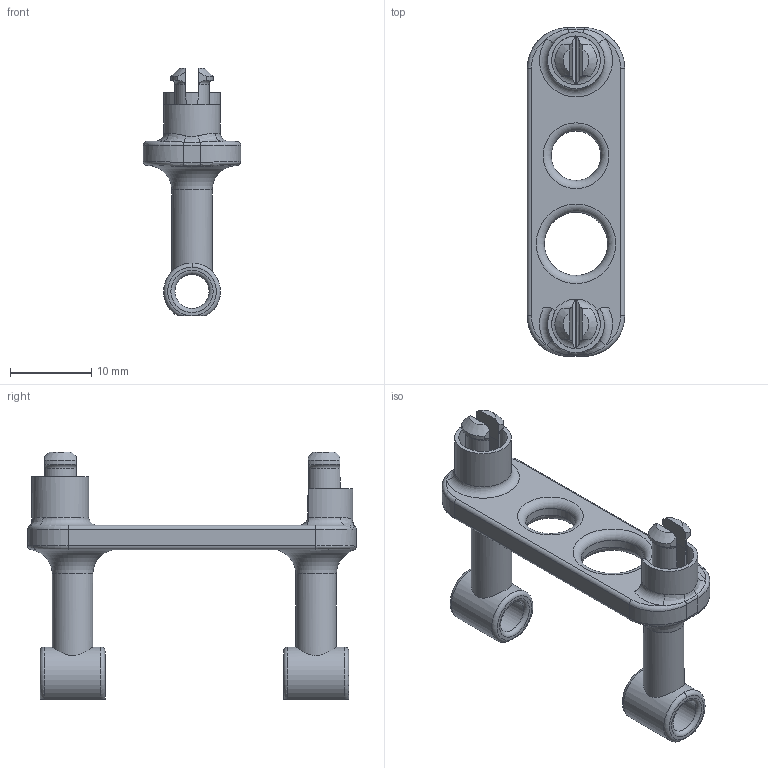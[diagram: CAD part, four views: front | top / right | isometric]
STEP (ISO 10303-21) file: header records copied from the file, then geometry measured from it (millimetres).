
FILE_DESCRIPTION(/* description */ (''),/* implementation_level */ '2;1');
FILE_NAME(/* name */ '4-Attache_moteur_monter v2.step',/* time_stamp */ '2023-06-05T13:52:54+02:00',/* author */ (''),/* organization */ (''),/* preprocessor_version */ 'ST-DEVELOPER v19.2',/* originating_system */ 'Autodesk Translation Framework v12.6.0.85',/* authorisation */ '');
FILE_SCHEMA (('AUTOMOTIVE_DESIGN { 1 0 10303 214 3 1 1 }'));
Length unit declared in the file: millimetre
Products named in the file (1): 4-Attache_moteur_monter
Bounding box: 12 x 40.49 x 30.5 mm (x, y, z)
Volume: 2149.2 mm3; surface area: 2963.8 mm2
Topology: 1 solids, 3 shells, 132 faces, 322 edges, 198 vertices
Faces by surface type: plane 41, cylinder 40, torus 34, bspline 13, cone 4
Full cylindrical faces by diameter (mm): 3 x2, 4.2 x2, 5 x2, 6 x1, 6.1 x1, 7 x1, 7.8 x1
Entity records: 4621 total; most frequent: CARTESIAN_POINT 1585, ORIENTED_EDGE 644, DIRECTION 624, EDGE_CURVE 322, AXIS2_PLACEMENT_3D 271, VERTEX_POINT 198, CIRCLE 143, EDGE_LOOP 142
